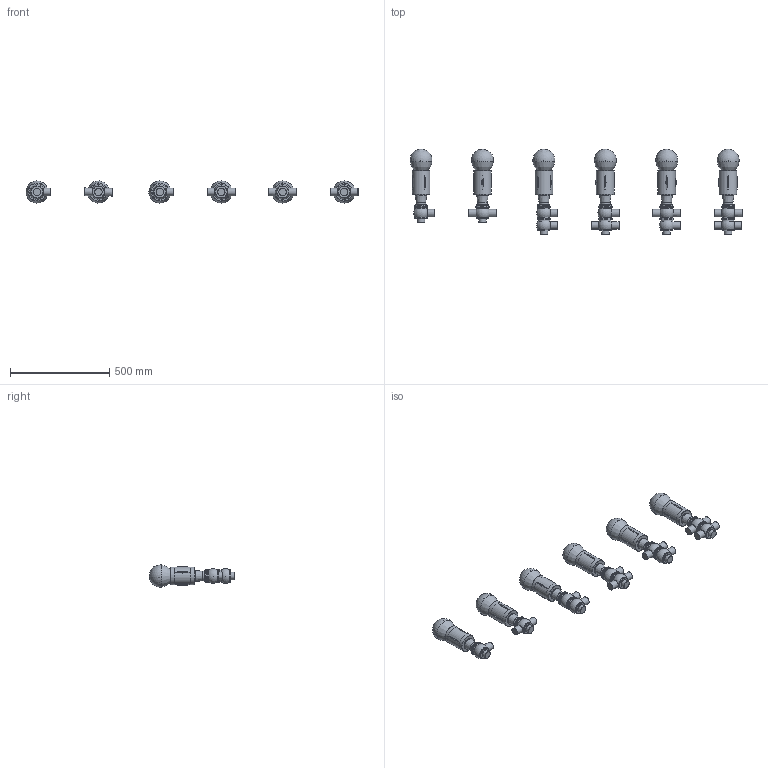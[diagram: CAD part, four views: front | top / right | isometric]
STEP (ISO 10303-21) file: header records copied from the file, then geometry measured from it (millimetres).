
FILE_DESCRIPTION((''),'2;1');
FILE_NAME('BBZP-DN0381.stp','2008-09-24T16:59:45',('malp-m'),(''),'Autodesk Inventor 2008','Autodesk Inventor 2008','');
FILE_SCHEMA(('AUTOMOTIVE_DESIGN { 1 0 10303 214 1 1 1 1 }'));
Length unit declared in the file: millimetre
Products named in the file (8): BBZP-DN038; J-GIOTTO; CIL83; Assemblaggio-DN040; COR-INF-L-SAL-DN38; COR-INF-T-SAL-DN38; COR-SUP-L-SAL-DN38; COR-SUP-T-SAL-DN38
Assembly tree (28 placements, depth 2):
  BBZP-DN038
    J-GIOTTO  x6
    CIL83  x6
    Assemblaggio-DN040  x6
    COR-INF-L-SAL-DN38  x3
    COR-INF-T-SAL-DN38  x3
    COR-SUP-L-SAL-DN38  x2
    COR-SUP-T-SAL-DN38  x2
Bounding box: 1675.51 x 431.87 x 112 mm (x, y, z)
Volume: 15578180.2 mm3; surface area: 1118394.5 mm2
Topology: 34 solids, 34 shells, 330 faces, 676 edges, 447 vertices
Faces by surface type: cylinder 91, plane 83, cone 80, torus 48, sphere 16, bspline 12
Full cylindrical faces by diameter (mm): 38 x6, 38.1 x15, 49 x6, 57 x6, 61 x26, 69 x20, 83 x6, 89 x6
Entity records: 2820 total; most frequent: CARTESIAN_POINT 992, DIRECTION 374, ORIENTED_EDGE 208, AXIS2_PLACEMENT_3D 187, EDGE_LOOP 144, EDGE_CURVE 104, VERTEX_POINT 96, FACE_OUTER_BOUND 84
